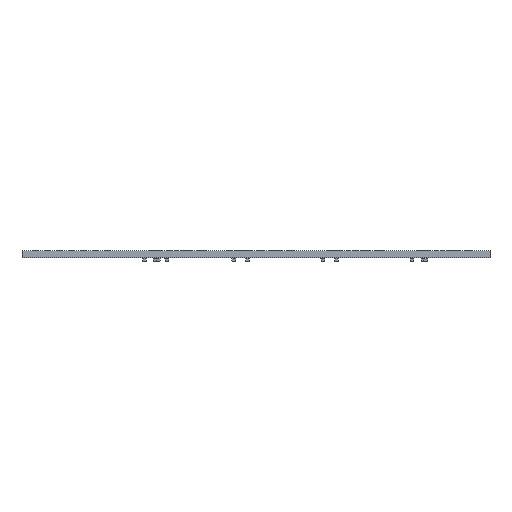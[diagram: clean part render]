
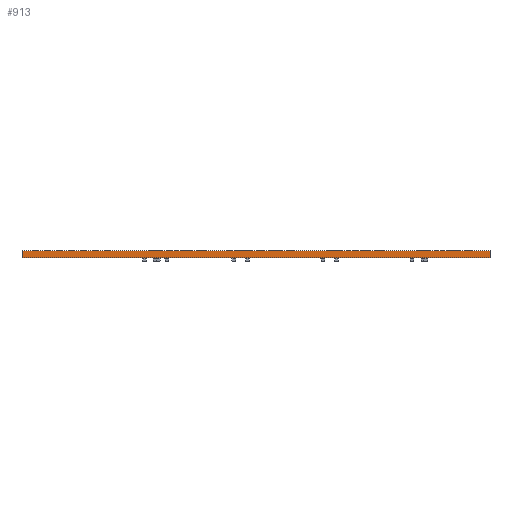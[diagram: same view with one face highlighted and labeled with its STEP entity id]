
A CAD part, front view. The second image highlights one B-rep face of the part: STEP entity #913.
In plain terms, the highlighted planar face has unit normal (0, -1, 0).
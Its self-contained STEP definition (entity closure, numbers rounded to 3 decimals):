
#913 = ADVANCED_FACE('',(#914),#948,.T.);
#914 = FACE_BOUND('',#915,.T.);
#915 = EDGE_LOOP('',(#916,#926,#934,#942));
#916 = ORIENTED_EDGE('',*,*,#917,.T.);
#917 = EDGE_CURVE('',#918,#920,#922,.T.);
#918 = VERTEX_POINT('',#919);
#919 = CARTESIAN_POINT('',(150.019,-126.206,0.));
#920 = VERTEX_POINT('',#921);
#921 = CARTESIAN_POINT('',(150.019,-126.206,1.51));
#922 = LINE('',#923,#924);
#923 = CARTESIAN_POINT('',(150.019,-126.206,0.));
#924 = VECTOR('',#925,1.);
#925 = DIRECTION('',(0.,0.,1.));
#926 = ORIENTED_EDGE('',*,*,#927,.T.);
#927 = EDGE_CURVE('',#920,#928,#930,.T.);
#928 = VERTEX_POINT('',#929);
#929 = CARTESIAN_POINT('',(50.006,-126.206,1.51));
#930 = LINE('',#931,#932);
#931 = CARTESIAN_POINT('',(150.019,-126.206,1.51));
#932 = VECTOR('',#933,1.);
#933 = DIRECTION('',(-1.,0.,0.));
#934 = ORIENTED_EDGE('',*,*,#935,.F.);
#935 = EDGE_CURVE('',#936,#928,#938,.T.);
#936 = VERTEX_POINT('',#937);
#937 = CARTESIAN_POINT('',(50.006,-126.206,0.));
#938 = LINE('',#939,#940);
#939 = CARTESIAN_POINT('',(50.006,-126.206,0.));
#940 = VECTOR('',#941,1.);
#941 = DIRECTION('',(0.,0.,1.));
#942 = ORIENTED_EDGE('',*,*,#943,.F.);
#943 = EDGE_CURVE('',#918,#936,#944,.T.);
#944 = LINE('',#945,#946);
#945 = CARTESIAN_POINT('',(150.019,-126.206,0.));
#946 = VECTOR('',#947,1.);
#947 = DIRECTION('',(-1.,0.,0.));
#948 = PLANE('',#949);
#949 = AXIS2_PLACEMENT_3D('',#950,#951,#952);
#950 = CARTESIAN_POINT('',(150.019,-126.206,0.));
#951 = DIRECTION('',(0.,-1.,0.));
#952 = DIRECTION('',(-1.,0.,0.));
